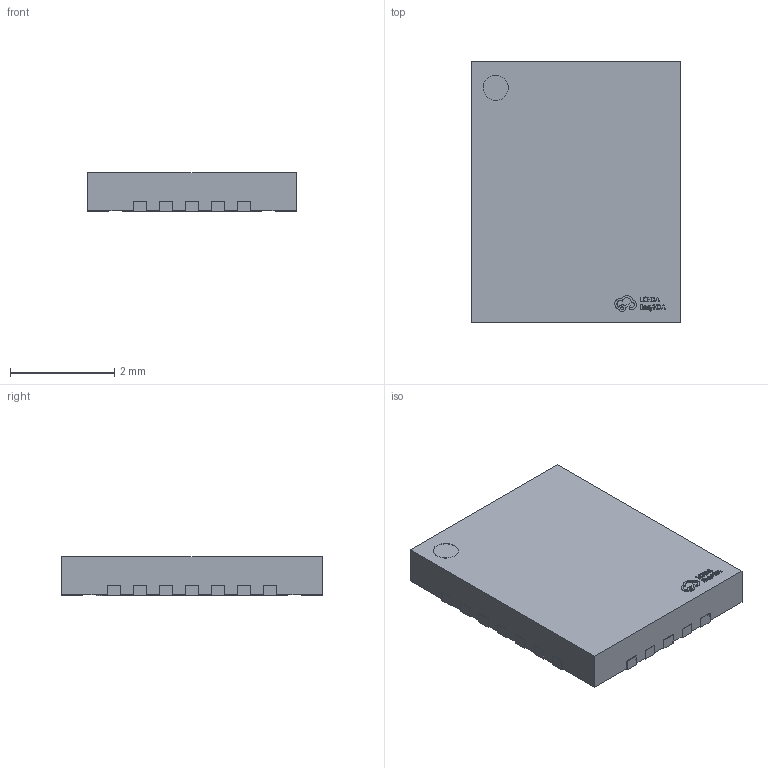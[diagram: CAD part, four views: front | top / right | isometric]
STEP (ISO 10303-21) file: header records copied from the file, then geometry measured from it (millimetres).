
FILE_DESCRIPTION (( 'STEP AP214' ), '1' );
FILE_NAME ('QFN-24_L5.0-W4.0-P0.50-TL-EP.step', '2022-07-15T03:05:02', ( '' ), ( '' ), 'SwSTEP 2.0', 'SolidWorks 2020', '' );
FILE_SCHEMA (( 'AUTOMOTIVE_DESIGN' ));
Length unit declared in the file: millimetre
Products named in the file (1): QFN-24_L5.0-W4.0-P0.50-TL-EP
Bounding box: 4.02 x 5.02 x 0.76 mm (x, y, z)
Volume: 14.8 mm3; surface area: 54.4 mm2
Topology: 1 solids, 1 shells, 489 faces, 1377 edges, 918 vertices
Faces by surface type: plane 326, bspline 114, cylinder 49
Entity records: 21925 total; most frequent: CARTESIAN_POINT 4640, ORIENTED_EDGE 2754, DIRECTION 1952, EDGE_CURVE 1377, LINE 1004, VECTOR 1004, VERTEX_POINT 918, EDGE_LOOP 517
